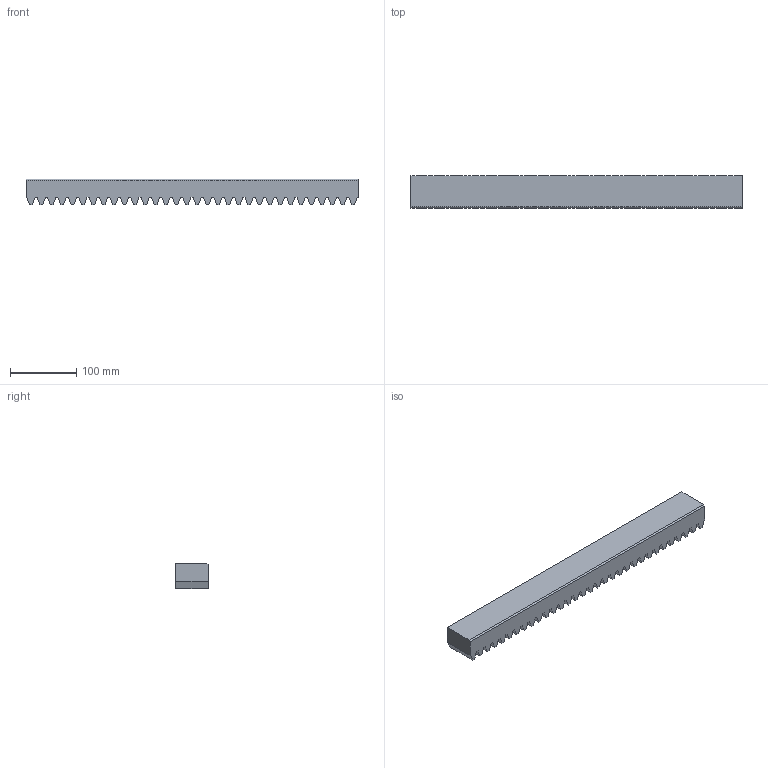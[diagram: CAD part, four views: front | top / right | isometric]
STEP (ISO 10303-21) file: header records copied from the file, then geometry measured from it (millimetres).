
FILE_DESCRIPTION(('STEP AP214'),'1');
FILE_NAME('144-050-305.stp','2017-10-09T11:46:21',('TraceParts'),('TraceParts S.A.'),'Spatial InterOp 3D',' ',' ');
FILE_SCHEMA(('automotive_design'));
Length unit declared in the file: millimetre
Products named in the file (1): 144-050-305
Bounding box: 501.84 x 49 x 39 mm (x, y, z)
Volume: 827941.5 mm3; surface area: 109845.6 mm2
Topology: 1 solids, 1 shells, 135 faces, 399 edges, 266 vertices
Faces by surface type: plane 135
Entity records: 5518 total; most frequent: CARTESIAN_POINT 801, ORIENTED_EDGE 798, DIRECTION 671, EDGE_CURVE 399, LINE 399, VECTOR 399, VERTEX_POINT 266, STYLED_ITEM 136
